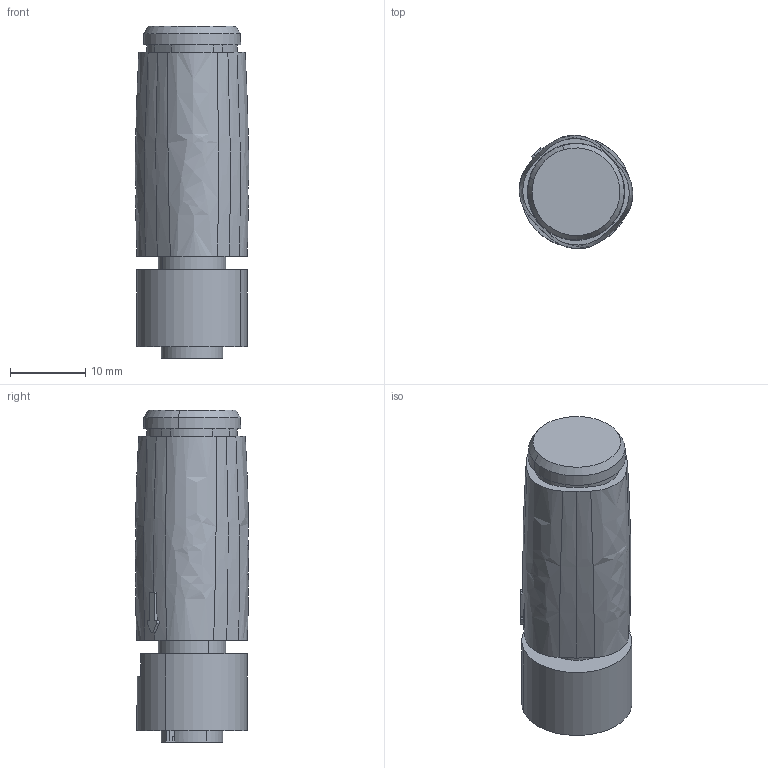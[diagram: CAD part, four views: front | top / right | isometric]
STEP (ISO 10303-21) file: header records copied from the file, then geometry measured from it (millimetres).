
FILE_DESCRIPTION(('Open CASCADE Model'),'2;1');
FILE_NAME ('2189166-4_0', '2026-02-02T07:48:42', ('Author'), ('Weidmueller'), 'Open CASCADE STEP processor 7.7', 'Open CASCADE 7.7', 'none');
FILE_SCHEMA(('AUTOMOTIVE_DESIGN { 1 0 10303 214 1 1 1 1 }'));
Length unit declared in the file: millimetre
Products named in the file (1): 3160890000
Bounding box: 15.05 x 15.05 x 44 mm (x, y, z)
Volume: 6244.3 mm3; surface area: 3510.1 mm2
Topology: 1 solids, 2 shells, 308 faces, 737 edges, 452 vertices
Faces by surface type: plane 95, cylinder 86, bspline 68, cone 38, torus 16, revolution 5
Entity records: 18044 total; most frequent: CARTESIAN_POINT 7616, ORIENTED_EDGE 1474, DIRECTION 1248, EDGE_CURVE 737, AXIS2_PLACEMENT_3D 477, VERTEX_POINT 452, PRESENTATION_STYLE_ASSIGNMENT 412, SURFACE_STYLE_USAGE 412
